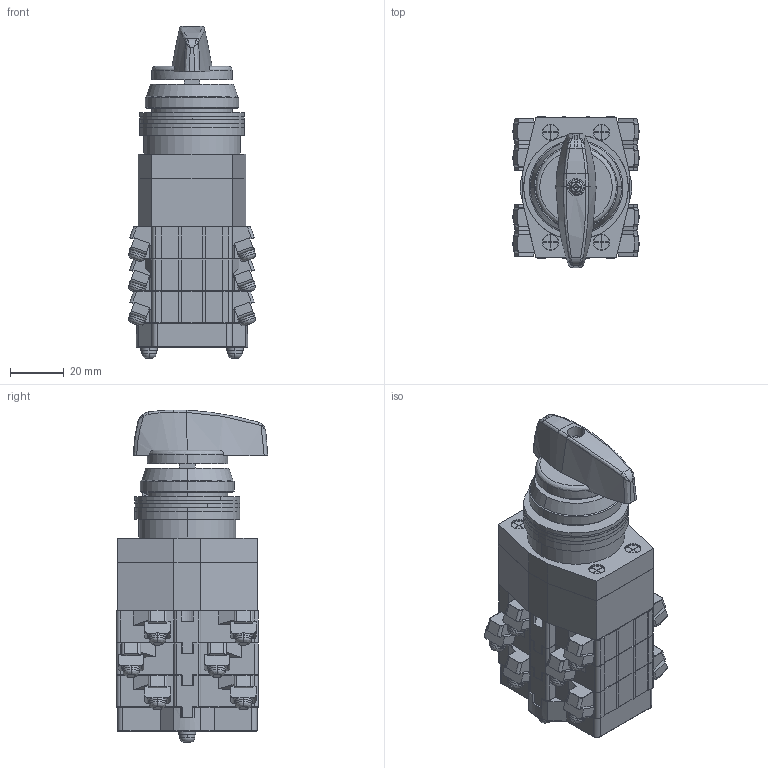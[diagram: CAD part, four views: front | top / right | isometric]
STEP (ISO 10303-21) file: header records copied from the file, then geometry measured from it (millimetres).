
FILE_DESCRIPTION (( 'STEP AP203' ), '1' );
FILE_NAME ('4_ACSNO-3$4[OR][RO][RR]-S2B-(C$$$$)_rev0.0.STEP', '2022-05-25T04:05:31', ( '' ), ( '' ), 'SwSTEP 2.0', 'SolidWorks 2019', '' );
FILE_SCHEMA (( 'CONFIG_CONTROL_DESIGN' ));
Length unit declared in the file: millimetre
Products named in the file (9): OGL-11; 4_ACSNO-3$4[OR][RO][RR]-S2B-(C$$$$)_rev0.0; OW-11_蹬怮椔; ACS-LID_蹬怮椔; OW-12_蹬怮椔; ACSNO-SR-BODY_蹬怮椔; CSH-SB; ACS-CB_蹬怮椔; OG-11_蹬怮椔
Assembly tree (12 placements, depth 2):
  4_ACSNO-3$4[OR][RO][RR]-S2B-(C$$$$)_rev0.0
    ACSNO-SR-BODY_蹬怮椔
    ACS-CB_蹬怮椔  x3
    ACS-LID_蹬怮椔
    OG-11_蹬怮椔
    OW-12_蹬怮椔
    OW-11_蹬怮椔  x3
    OGL-11
    CSH-SB
Bounding box: 47.24 x 56.5 x 123.7 mm (x, y, z)
Volume: 168191.9 mm3; surface area: 51622.7 mm2
Topology: 12 solids, 12 shells, 1360 faces, 3359 edges, 2049 vertices
Faces by surface type: plane 883, cylinder 280, cone 110, bspline 83, torus 4
Entity records: 23919 total; most frequent: CARTESIAN_POINT 6908, ORIENTED_EDGE 3386, DIRECTION 3228, EDGE_CURVE 1693, VECTOR 1090, LINE 1090, AXIS2_PLACEMENT_3D 1069, VERTEX_POINT 1053
